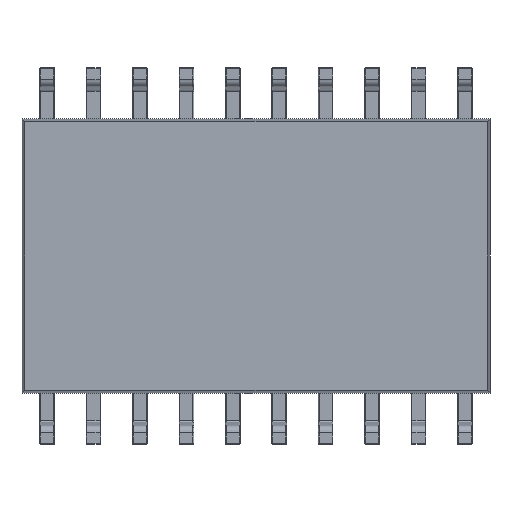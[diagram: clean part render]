
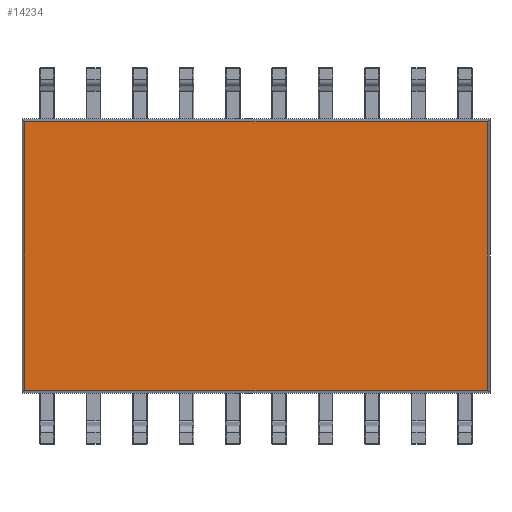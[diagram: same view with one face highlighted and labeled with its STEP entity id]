
A CAD part, front view. The second image highlights one B-rep face of the part: STEP entity #14234.
In plain terms, the highlighted planar face has unit normal (0, -1, 0).
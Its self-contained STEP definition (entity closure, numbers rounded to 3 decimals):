
#861 = VECTOR ( 'NONE', #7889, 1000. ) ;
#1283 = ORIENTED_EDGE ( 'NONE', *, *, #3819, .T. ) ;
#1399 = VECTOR ( 'NONE', #17723, 1000. ) ;
#1669 = CARTESIAN_POINT ( 'NONE',  ( 6.319, 0.25, 3.669 ) ) ;
#1829 = CARTESIAN_POINT ( 'NONE',  ( 0., 0.25, 3.669 ) ) ;
#1948 = CARTESIAN_POINT ( 'NONE',  ( -6.319, 0.25, 3.669 ) ) ;
#2874 = LINE ( 'NONE', #14109, #861 ) ;
#3236 = CARTESIAN_POINT ( 'NONE',  ( 6.319, 0.25, -3.669 ) ) ;
#3655 = VERTEX_POINT ( 'NONE', #1669 ) ;
#3819 = EDGE_CURVE ( 'NONE', #15797, #13901, #13006, .T. ) ;
#4220 = CARTESIAN_POINT ( 'NONE',  ( 0., 0.25, -3.669 ) ) ;
#4770 = CARTESIAN_POINT ( 'NONE',  ( -6.319, 0.25, 0. ) ) ;
#5591 = ORIENTED_EDGE ( 'NONE', *, *, #15958, .T. ) ;
#7319 = CARTESIAN_POINT ( 'NONE',  ( 0., 0.25, 0. ) ) ;
#7390 = ORIENTED_EDGE ( 'NONE', *, *, #16382, .T. ) ;
#7544 = VECTOR ( 'NONE', #12175, 1000. ) ;
#7889 = DIRECTION ( 'NONE',  ( 0., 0., 1. ) ) ;
#9587 = VECTOR ( 'NONE', #12574, 1000. ) ;
#9848 = EDGE_CURVE ( 'NONE', #3655, #11264, #16995, .T. ) ;
#10495 = DIRECTION ( 'NONE',  ( 0., 0., 1. ) ) ;
#10564 = PLANE ( 'NONE',  #13528 ) ;
#11264 = VERTEX_POINT ( 'NONE', #1948 ) ;
#11632 = FACE_OUTER_BOUND ( 'NONE', #18847, .T. ) ;
#12175 = DIRECTION ( 'NONE',  ( 1., 0., 0. ) ) ;
#12574 = DIRECTION ( 'NONE',  ( -1., 0., 0. ) ) ;
#13006 = LINE ( 'NONE', #4220, #7544 ) ;
#13528 = AXIS2_PLACEMENT_3D ( 'NONE', #7319, #18418, #10495 ) ;
#13901 = VERTEX_POINT ( 'NONE', #3236 ) ;
#14109 = CARTESIAN_POINT ( 'NONE',  ( 6.319, 0.25, 0. ) ) ;
#14234 = ADVANCED_FACE ( 'NONE', ( #11632 ), #10564, .F. ) ;
#15451 = CARTESIAN_POINT ( 'NONE',  ( -6.319, 0.25, -3.669 ) ) ;
#15797 = VERTEX_POINT ( 'NONE', #15451 ) ;
#15958 = EDGE_CURVE ( 'NONE', #11264, #15797, #17173, .T. ) ;
#16382 = EDGE_CURVE ( 'NONE', #13901, #3655, #2874, .T. ) ;
#16995 = LINE ( 'NONE', #1829, #9587 ) ;
#17173 = LINE ( 'NONE', #4770, #1399 ) ;
#17723 = DIRECTION ( 'NONE',  ( 0., 0., -1. ) ) ;
#18418 = DIRECTION ( 'NONE',  ( 0., 1., 0. ) ) ;
#18685 = ORIENTED_EDGE ( 'NONE', *, *, #9848, .T. ) ;
#18847 = EDGE_LOOP ( 'NONE', ( #5591, #1283, #7390, #18685 ) ) ;
